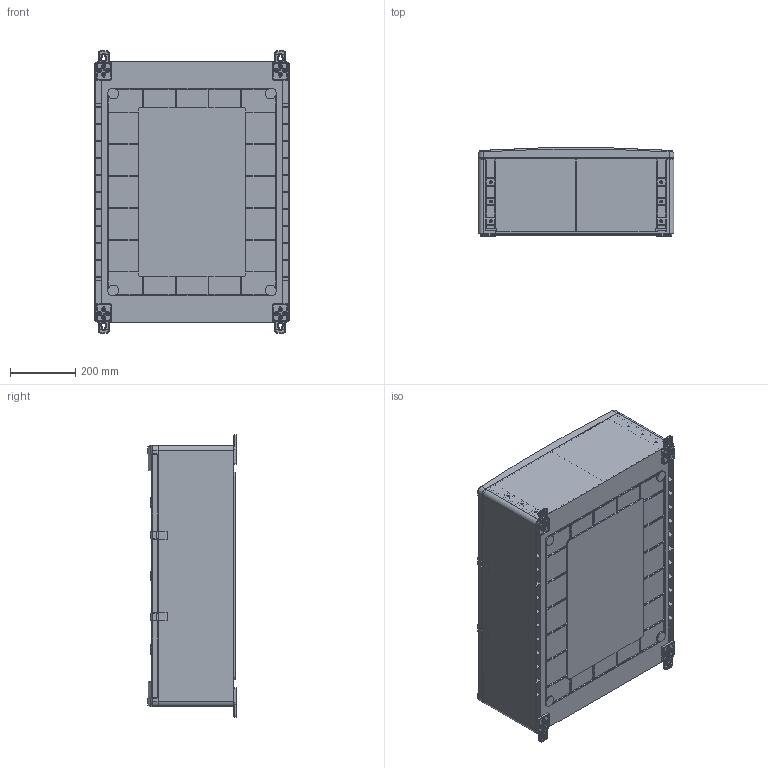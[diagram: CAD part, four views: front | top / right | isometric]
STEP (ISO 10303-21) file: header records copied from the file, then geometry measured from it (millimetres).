
FILE_DESCRIPTION (( 'STEP AP214' ), '1' );
FILE_NAME ('ﾙﾌﾏ-ﾏ (PBT65MP010) - ﾑﾁﾎﾐﾊﾀ.STEP', '2021-02-04T13:47:01', ( '' ), ( '' ), 'SwSTEP 2.0', 'SolidWorks 2021', '' );
FILE_SCHEMA (( 'AUTOMOTIVE_DESIGN' ));
Length unit declared in the file: millimetre
Products named in the file (4): ﾙﾌﾏ-ﾏ (PBT65MP010) - ﾄ粢; ﾙﾌﾏ-ﾏ (PBT65MP010) - ﾑﾁﾎﾐﾊﾀ; ÙÌÏ-Ï (PBT65MP010) - Ïëàòà ìîíòàæíàÿ; ÙÌÏ-Ï (PBT65MP010) - Êîðïóñ
Assembly tree (3 placements, depth 2):
  ﾙﾌﾏ-ﾏ (PBT65MP010) - ﾑﾁﾎﾐﾊﾀ
    ÙÌÏ-Ï (PBT65MP010) - Êîðïóñ
    ÙÌÏ-Ï (PBT65MP010) - Ïëàòà ìîíòàæíàÿ
    ﾙﾌﾏ-ﾏ (PBT65MP010) - ﾄ粢
Bounding box: 600.1 x 270.16 x 866.2 mm (x, y, z)
Volume: 8497555.8 mm3; surface area: 5103798.9 mm2
Topology: 30 solids, 30 shells, 2477 faces, 6309 edges, 4133 vertices
Faces by surface type: plane 1733, cylinder 647, bspline 42, sphere 28, torus 25, cone 2
Full cylindrical faces by diameter (mm): 3.6 x12, 3.8 x12, 4 x12, 4.2 x16, 4.4 x16, 5 x10, 5.5 x4, 7.4 x8, 8 x12, 8.3 x12, 10.1 x16, 10.5 x8, 11 x8, 12.2 x4, 13.5 x4, 16 x4, 17.5 x4, 23.5 x4, 25 x7, 30 x3, 31.5 x4
Entity records: 78127 total; most frequent: CARTESIAN_POINT 16061, ORIENTED_EDGE 12094, DIRECTION 11826, EDGE_CURVE 6047, LINE 4642, VECTOR 4642, VERTEX_POINT 4089, AXIS2_PLACEMENT_3D 3592
